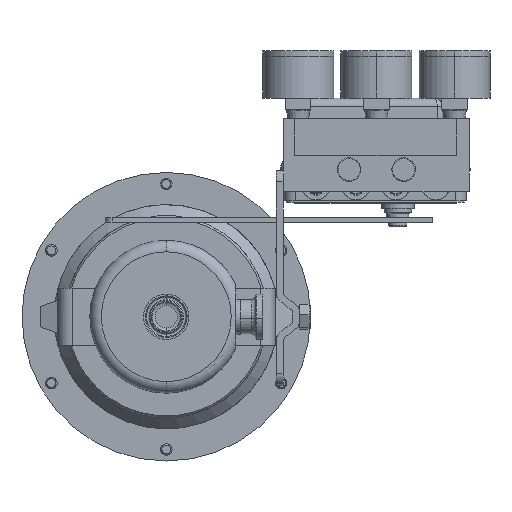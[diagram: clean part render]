
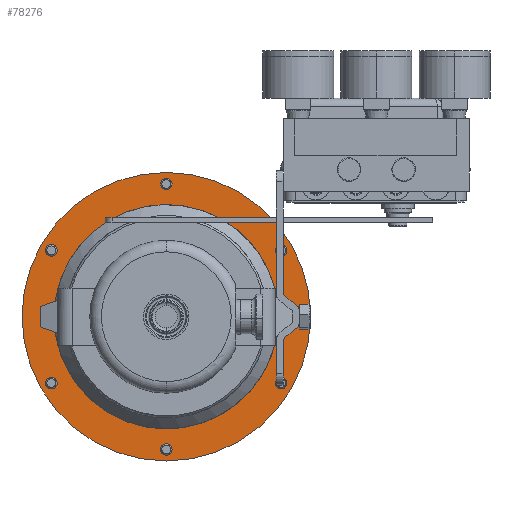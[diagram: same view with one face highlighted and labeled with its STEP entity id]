
A CAD part, front view. The second image highlights one B-rep face of the part: STEP entity #78276.
In plain terms, the highlighted planar face has unit normal (0, -1, 0).
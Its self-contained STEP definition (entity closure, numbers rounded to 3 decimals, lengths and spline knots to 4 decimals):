
#211 = CARTESIAN_POINT ( 'NONE',  ( 0., 6.92, 0. ) ) ;
#488 = EDGE_CURVE ( 'NONE', #21247, #18753, #52612, .T. ) ;
#6097 = ORIENTED_EDGE ( 'NONE', *, *, #72037, .T. ) ;
#6333 = AXIS2_PLACEMENT_3D ( 'NONE', #73390, #80153, #12818 ) ;
#6950 = DIRECTION ( 'NONE',  ( 1., 0., 0. ) ) ;
#8703 = ORIENTED_EDGE ( 'NONE', *, *, #11915, .T. ) ;
#11915 = EDGE_CURVE ( 'NONE', #42711, #32429, #16815, .T. ) ;
#12818 = DIRECTION ( 'NONE',  ( 1., 0., 0. ) ) ;
#14463 = CARTESIAN_POINT ( 'NONE',  ( 0., 6.92, -3.239 ) ) ;
#15485 = FACE_OUTER_BOUND ( 'NONE', #67536, .T. ) ;
#16815 = CIRCLE ( 'NONE', #6333, 2.4285 ) ;
#17201 = ORIENTED_EDGE ( 'NONE', *, *, #19027, .F. ) ;
#18753 = VERTEX_POINT ( 'NONE', #78404 ) ;
#19027 = EDGE_CURVE ( 'NONE', #18753, #21247, #28561, .T. ) ;
#21247 = VERTEX_POINT ( 'NONE', #58070 ) ;
#25051 = DIRECTION ( 'NONE',  ( 0., 1., 0. ) ) ;
#25764 = CARTESIAN_POINT ( 'NONE',  ( 0., 6.92, 0. ) ) ;
#26256 = AXIS2_PLACEMENT_3D ( 'NONE', #64305, #25051, #31773 ) ;
#26808 = PLANE ( 'NONE',  #71014 ) ;
#28561 = CIRCLE ( 'NONE', #77249, 3.125 ) ;
#31245 = FACE_BOUND ( 'NONE', #70249, .T. ) ;
#31773 = DIRECTION ( 'NONE',  ( -1., 0., 0. ) ) ;
#32429 = VERTEX_POINT ( 'NONE', #44085 ) ;
#34180 = DIRECTION ( 'NONE',  ( 0., 1., 0. ) ) ;
#36809 = DIRECTION ( 'NONE',  ( -1., 0., 0. ) ) ;
#42711 = VERTEX_POINT ( 'NONE', #71615 ) ;
#44085 = CARTESIAN_POINT ( 'NONE',  ( -2.4285, 6.92, 0. ) ) ;
#52612 = CIRCLE ( 'NONE', #26256, 3.125 ) ;
#52854 = CIRCLE ( 'NONE', #84143, 2.4285 ) ;
#54322 = DIRECTION ( 'NONE',  ( 0., -1., 0. ) ) ;
#55411 = DIRECTION ( 'NONE',  ( -1., 0., 0. ) ) ;
#58070 = CARTESIAN_POINT ( 'NONE',  ( -3.125, 6.92, 0. ) ) ;
#64305 = CARTESIAN_POINT ( 'NONE',  ( 0., 6.92, 0. ) ) ;
#67536 = EDGE_LOOP ( 'NONE', ( #85233, #17201 ) ) ;
#70249 = EDGE_LOOP ( 'NONE', ( #8703, #6097 ) ) ;
#71014 = AXIS2_PLACEMENT_3D ( 'NONE', #14463, #54322, #36809 ) ;
#71615 = CARTESIAN_POINT ( 'NONE',  ( 2.4285, 6.92, 0. ) ) ;
#72037 = EDGE_CURVE ( 'NONE', #32429, #42711, #52854, .T. ) ;
#73031 = DIRECTION ( 'NONE',  ( 0., 1., 0. ) ) ;
#73390 = CARTESIAN_POINT ( 'NONE',  ( 0., 6.92, 0. ) ) ;
#77249 = AXIS2_PLACEMENT_3D ( 'NONE', #25764, #73031, #55411 ) ;
#78276 = ADVANCED_FACE ( 'NONE', ( #15485, #31245 ), #26808, .T. ) ;
#78404 = CARTESIAN_POINT ( 'NONE',  ( 3.125, 6.92, 0. ) ) ;
#80153 = DIRECTION ( 'NONE',  ( 0., 1., 0. ) ) ;
#84143 = AXIS2_PLACEMENT_3D ( 'NONE', #211, #34180, #6950 ) ;
#85233 = ORIENTED_EDGE ( 'NONE', *, *, #488, .F. ) ;
